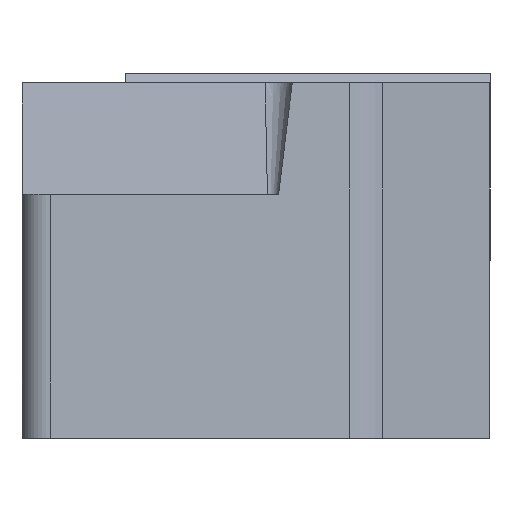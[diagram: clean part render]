
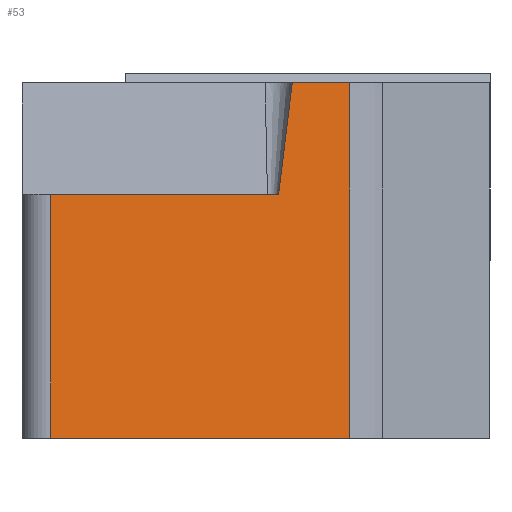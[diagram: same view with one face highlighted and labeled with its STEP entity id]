
A CAD part, left-side view. The second image highlights one B-rep face of the part: STEP entity #53.
In plain terms, the highlighted planar face has unit normal (-0.985, -0.174, 0).
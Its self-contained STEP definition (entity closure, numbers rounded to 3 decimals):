
#53=ADVANCED_FACE('',(#86),#70,.F.);
#70=PLANE('',#393);
#86=FACE_OUTER_BOUND('',#104,.T.);
#104=EDGE_LOOP('',(#220,#221,#222,#223,#224,#225));
#121=LINE('',#512,#163);
#131=LINE('',#539,#173);
#132=LINE('',#541,#174);
#133=LINE('',#543,#175);
#134=LINE('',#544,#176);
#135=LINE('',#546,#177);
#163=VECTOR('',#417,1.);
#173=VECTOR('',#435,1.);
#174=VECTOR('',#438,1.);
#175=VECTOR('',#439,1.);
#176=VECTOR('',#440,1.);
#177=VECTOR('',#441,1.);
#220=ORIENTED_EDGE('',*,*,#348,.F.);
#221=ORIENTED_EDGE('',*,*,#349,.F.);
#222=ORIENTED_EDGE('',*,*,#347,.T.);
#223=ORIENTED_EDGE('',*,*,#350,.F.);
#224=ORIENTED_EDGE('',*,*,#351,.T.);
#225=ORIENTED_EDGE('',*,*,#334,.F.);
#302=VERTEX_POINT('',#511);
#303=VERTEX_POINT('',#513);
#313=VERTEX_POINT('',#534);
#315=VERTEX_POINT('',#538);
#316=VERTEX_POINT('',#542);
#317=VERTEX_POINT('',#545);
#334=EDGE_CURVE('',#302,#303,#121,.T.);
#347=EDGE_CURVE('',#313,#315,#131,.T.);
#348=EDGE_CURVE('',#316,#302,#132,.T.);
#349=EDGE_CURVE('',#313,#316,#133,.T.);
#350=EDGE_CURVE('',#317,#315,#134,.T.);
#351=EDGE_CURVE('',#317,#303,#135,.T.);
#393=AXIS2_PLACEMENT_3D('',#547,#442,#443);
#417=DIRECTION('',(0.174,-0.985,0.));
#435=DIRECTION('',(0.,0.,-1.));
#438=DIRECTION('',(0.021,-0.122,0.992));
#439=DIRECTION('',(0.174,-0.985,0.));
#440=DIRECTION('',(-0.174,0.985,0.));
#441=DIRECTION('',(0.,0.,1.));
#442=DIRECTION('',(0.985,0.174,0.));
#443=DIRECTION('',(0.174,-0.985,0.));
#511=CARTESIAN_POINT('',(2.27,10.512,-0.3));
#512=CARTESIAN_POINT('',(0.866,18.474,-0.3));
#513=CARTESIAN_POINT('',(2.603,8.621,-0.3));
#534=CARTESIAN_POINT('',(0.866,18.474,-3.97));
#538=CARTESIAN_POINT('',(0.866,18.474,-12.));
#539=CARTESIAN_POINT('',(0.866,18.474,-30.));
#541=CARTESIAN_POINT('',(1.615,14.225,-30.538));
#542=CARTESIAN_POINT('',(2.19,10.962,-3.97));
#543=CARTESIAN_POINT('',(0.866,18.474,-3.97));
#544=CARTESIAN_POINT('',(0.866,18.474,-12.));
#545=CARTESIAN_POINT('',(2.603,8.621,-12.));
#546=CARTESIAN_POINT('',(2.603,8.621,-30.));
#547=CARTESIAN_POINT('',(0.866,18.474,-30.));
